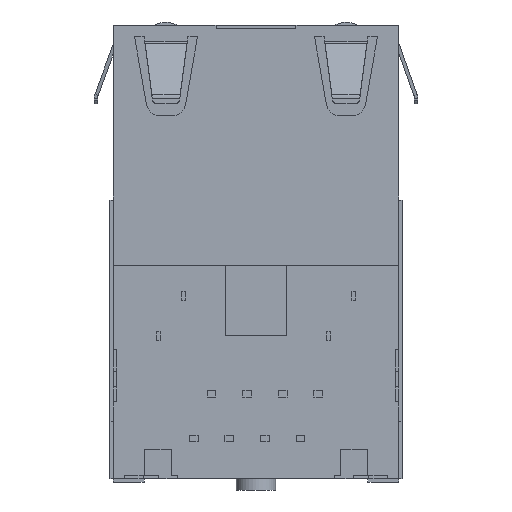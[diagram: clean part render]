
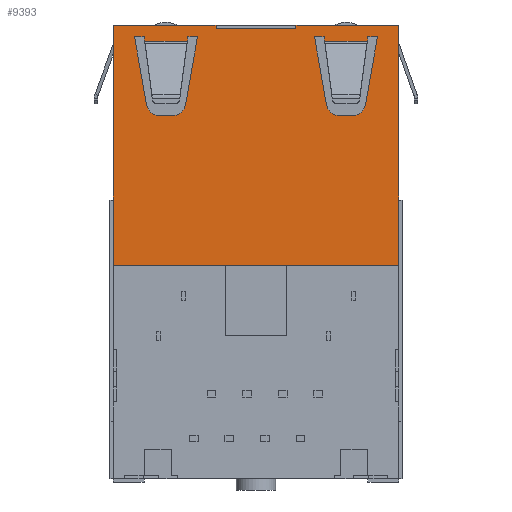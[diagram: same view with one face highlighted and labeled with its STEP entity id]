
A CAD part, front view. The second image highlights one B-rep face of the part: STEP entity #9393.
In plain terms, the highlighted planar face has unit normal (0, -1, 0).
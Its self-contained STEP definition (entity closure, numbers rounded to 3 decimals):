
#108=DIRECTION('',(0.,0.,-1.));
#109=VECTOR('',#108,13.7);
#110=CARTESIAN_POINT('',(-8.145,-5.79,0.));
#111=LINE('',#110,#109);
#342=DIRECTION('',(1.,0.,0.));
#343=VECTOR('',#342,16.29);
#344=CARTESIAN_POINT('',(-8.145,-5.79,-13.7));
#345=LINE('',#344,#343);
#670=DIRECTION('',(0.,0.,-1.));
#671=VECTOR('',#670,13.7);
#672=CARTESIAN_POINT('',(8.145,-5.79,0.));
#673=LINE('',#672,#671);
#1998=DIRECTION('',(1.,0.,0.));
#1999=VECTOR('',#1998,4.57);
#2000=CARTESIAN_POINT('',(-2.285,-5.79,-0.2));
#2001=LINE('',#2000,#1999);
#2002=DIRECTION('',(0.,0.,-1.));
#2003=VECTOR('',#2002,0.2);
#2004=CARTESIAN_POINT('',(2.285,-5.79,0.));
#2005=LINE('',#2004,#2003);
#2006=DIRECTION('',(1.,0.,0.));
#2007=VECTOR('',#2006,5.86);
#2008=CARTESIAN_POINT('',(2.285,-5.79,0.));
#2009=LINE('',#2008,#2007);
#2010=DIRECTION('',(1.,0.,0.));
#2011=VECTOR('',#2010,5.86);
#2012=CARTESIAN_POINT('',(-8.145,-5.79,0.));
#2013=LINE('',#2012,#2011);
#2014=DIRECTION('',(0.,0.,-1.));
#2015=VECTOR('',#2014,0.2);
#2016=CARTESIAN_POINT('',(-2.285,-5.79,0.));
#2017=LINE('',#2016,#2015);
#2018=DIRECTION('',(1.,0.,0.));
#2019=VECTOR('',#2018,0.548);
#2020=CARTESIAN_POINT('',(6.39,-5.79,-0.65));
#2021=LINE('',#2020,#2019);
#2022=DIRECTION('',(-0.124,0.,-0.992));
#2023=VECTOR('',#2022,0.252);
#2024=CARTESIAN_POINT('',(6.39,-5.79,-0.65));
#2025=LINE('',#2024,#2023);
#2026=DIRECTION('',(1.,0.,0.));
#2027=VECTOR('',#2026,0.548);
#2028=CARTESIAN_POINT('',(3.342,-5.79,-0.65));
#2029=LINE('',#2028,#2027);
#2030=DIRECTION('',(-0.173,0.,0.985));
#2031=VECTOR('',#2030,3.939);
#2032=CARTESIAN_POINT('',(4.023,-5.79,-4.53));
#2033=LINE('',#2032,#2031);
#2034=CARTESIAN_POINT('',(4.761,-5.79,-4.4));
#2035=DIRECTION('',(0.,1.,0.));
#2036=DIRECTION('',(0.,0.,-1.));
#2037=AXIS2_PLACEMENT_3D('',#2034,#2035,#2036);
#2039=DIRECTION('',(-1.,0.,0.));
#2040=VECTOR('',#2039,0.758);
#2041=CARTESIAN_POINT('',(5.519,-5.79,-5.15));
#2042=LINE('',#2041,#2040);
#2043=CARTESIAN_POINT('',(5.519,-5.79,-4.4));
#2044=DIRECTION('',(0.,1.,0.));
#2045=DIRECTION('',(0.985,0.,-0.173));
#2046=AXIS2_PLACEMENT_3D('',#2043,#2044,#2045);
#2048=DIRECTION('',(-0.173,0.,-0.985));
#2049=VECTOR('',#2048,3.939);
#2050=CARTESIAN_POINT('',(6.938,-5.79,-0.65));
#2051=LINE('',#2050,#2049);
#2052=DIRECTION('',(1.,0.,0.));
#2053=VECTOR('',#2052,0.548);
#2054=CARTESIAN_POINT('',(-3.89,-5.79,-0.65));
#2055=LINE('',#2054,#2053);
#2056=DIRECTION('',(-0.124,0.,-0.992));
#2057=VECTOR('',#2056,0.252);
#2058=CARTESIAN_POINT('',(-3.89,-5.79,-0.65));
#2059=LINE('',#2058,#2057);
#2060=DIRECTION('',(1.,0.,0.));
#2061=VECTOR('',#2060,0.548);
#2062=CARTESIAN_POINT('',(-6.938,-5.79,-0.65));
#2063=LINE('',#2062,#2061);
#2064=DIRECTION('',(-0.173,0.,0.985));
#2065=VECTOR('',#2064,3.939);
#2066=CARTESIAN_POINT('',(-6.257,-5.79,-4.53));
#2067=LINE('',#2066,#2065);
#2068=CARTESIAN_POINT('',(-5.519,-5.79,-4.4));
#2069=DIRECTION('',(0.,1.,0.));
#2070=DIRECTION('',(0.,0.,-1.));
#2071=AXIS2_PLACEMENT_3D('',#2068,#2069,#2070);
#2073=DIRECTION('',(-1.,0.,0.));
#2074=VECTOR('',#2073,0.758);
#2075=CARTESIAN_POINT('',(-4.761,-5.79,-5.15));
#2076=LINE('',#2075,#2074);
#2077=CARTESIAN_POINT('',(-4.761,-5.79,-4.4));
#2078=DIRECTION('',(0.,1.,0.));
#2079=DIRECTION('',(0.985,0.,-0.173));
#2080=AXIS2_PLACEMENT_3D('',#2077,#2078,#2079);
#2082=DIRECTION('',(-0.173,0.,-0.985));
#2083=VECTOR('',#2082,3.939);
#2084=CARTESIAN_POINT('',(-3.342,-5.79,-0.65));
#2085=LINE('',#2084,#2083);
#2215=DIRECTION('',(0.124,0.,-0.992));
#2216=VECTOR('',#2215,0.252);
#2217=CARTESIAN_POINT('',(3.89,-5.79,-0.65));
#2218=LINE('',#2217,#2216);
#2230=DIRECTION('',(-1.,0.,0.));
#2231=VECTOR('',#2230,2.438);
#2232=CARTESIAN_POINT('',(6.359,-5.79,-0.9));
#2233=LINE('',#2232,#2231);
#2440=DIRECTION('',(0.124,0.,-0.992));
#2441=VECTOR('',#2440,0.252);
#2442=CARTESIAN_POINT('',(-6.39,-5.79,-0.65));
#2443=LINE('',#2442,#2441);
#2476=DIRECTION('',(-1.,0.,0.));
#2477=VECTOR('',#2476,2.438);
#2478=CARTESIAN_POINT('',(-3.921,-5.79,-0.9));
#2479=LINE('',#2478,#2477);
#5821=CARTESIAN_POINT('',(-8.145,-5.79,0.));
#5823=VERTEX_POINT('',#5821);
#5824=CARTESIAN_POINT('',(-8.145,-5.79,-13.7));
#5825=VERTEX_POINT('',#5824);
#5829=CARTESIAN_POINT('',(8.145,-5.79,0.));
#5831=VERTEX_POINT('',#5829);
#5832=CARTESIAN_POINT('',(8.145,-5.79,-13.7));
#5833=VERTEX_POINT('',#5832);
#5836=CARTESIAN_POINT('',(-2.285,-5.79,-0.2));
#5837=CARTESIAN_POINT('',(2.285,-5.79,-0.2));
#5838=VERTEX_POINT('',#5836);
#5839=VERTEX_POINT('',#5837);
#5840=CARTESIAN_POINT('',(2.285,-5.79,0.));
#5841=VERTEX_POINT('',#5840);
#5842=CARTESIAN_POINT('',(-2.285,-5.79,0.));
#5843=VERTEX_POINT('',#5842);
#6432=CARTESIAN_POINT('',(-6.257,-5.79,-4.53));
#6433=CARTESIAN_POINT('',(-6.938,-5.79,-0.65));
#6434=VERTEX_POINT('',#6432);
#6435=VERTEX_POINT('',#6433);
#6436=CARTESIAN_POINT('',(-3.342,-5.79,-0.65));
#6437=CARTESIAN_POINT('',(-4.023,-5.79,-4.53));
#6438=VERTEX_POINT('',#6436);
#6439=VERTEX_POINT('',#6437);
#6440=CARTESIAN_POINT('',(-4.761,-5.79,-5.15));
#6441=VERTEX_POINT('',#6440);
#6442=CARTESIAN_POINT('',(-5.519,-5.79,-5.15));
#6443=VERTEX_POINT('',#6442);
#6480=CARTESIAN_POINT('',(6.257,-5.79,-4.53));
#6481=CARTESIAN_POINT('',(5.519,-5.79,-5.15));
#6482=VERTEX_POINT('',#6480);
#6483=VERTEX_POINT('',#6481);
#6484=CARTESIAN_POINT('',(4.761,-5.79,-5.15));
#6485=VERTEX_POINT('',#6484);
#6486=CARTESIAN_POINT('',(4.023,-5.79,-4.53));
#6487=VERTEX_POINT('',#6486);
#6488=CARTESIAN_POINT('',(3.342,-5.79,-0.65));
#6489=VERTEX_POINT('',#6488);
#6490=CARTESIAN_POINT('',(6.938,-5.79,-0.65));
#6491=VERTEX_POINT('',#6490);
#6572=CARTESIAN_POINT('',(6.359,-5.79,-0.9));
#6573=CARTESIAN_POINT('',(3.921,-5.79,-0.9));
#6574=VERTEX_POINT('',#6572);
#6575=VERTEX_POINT('',#6573);
#6608=CARTESIAN_POINT('',(6.39,-5.79,-0.65));
#6609=VERTEX_POINT('',#6608);
#6610=CARTESIAN_POINT('',(3.89,-5.79,-0.65));
#6611=VERTEX_POINT('',#6610);
#6612=CARTESIAN_POINT('',(-3.921,-5.79,-0.9));
#6613=CARTESIAN_POINT('',(-6.359,-5.79,-0.9));
#6614=VERTEX_POINT('',#6612);
#6615=VERTEX_POINT('',#6613);
#6648=CARTESIAN_POINT('',(-3.89,-5.79,-0.65));
#6649=VERTEX_POINT('',#6648);
#6650=CARTESIAN_POINT('',(-6.39,-5.79,-0.65));
#6651=VERTEX_POINT('',#6650);
#9333=CARTESIAN_POINT('',(-8.145,-5.79,0.));
#9334=DIRECTION('',(0.,-1.,0.));
#9335=DIRECTION('',(0.,0.,-1.));
#9336=AXIS2_PLACEMENT_3D('',#9333,#9334,#9335);
#9337=PLANE('',#9336);
#9338=ORIENTED_EDGE('',*,*,#8645,.T.);
#9339=ORIENTED_EDGE('',*,*,#9327,.F.);
#9340=ORIENTED_EDGE('',*,*,#8452,.T.);
#9341=ORIENTED_EDGE('',*,*,#7614,.T.);
#9342=ORIENTED_EDGE('',*,*,#7358,.F.);
#9343=ORIENTED_EDGE('',*,*,#7141,.F.);
#9344=ORIENTED_EDGE('',*,*,#8447,.T.);
#9346=ORIENTED_EDGE('',*,*,#9345,.T.);
#9347=EDGE_LOOP('',(#9338,#9339,#9340,#9341,#9342,#9343,#9344,#9346));
#9348=FACE_OUTER_BOUND('',#9347,.F.);
#9350=ORIENTED_EDGE('',*,*,#9349,.F.);
#9352=ORIENTED_EDGE('',*,*,#9351,.T.);
#9354=ORIENTED_EDGE('',*,*,#9353,.T.);
#9356=ORIENTED_EDGE('',*,*,#9355,.F.);
#9358=ORIENTED_EDGE('',*,*,#9357,.F.);
#9360=ORIENTED_EDGE('',*,*,#9359,.F.);
#9362=ORIENTED_EDGE('',*,*,#9361,.F.);
#9364=ORIENTED_EDGE('',*,*,#9363,.F.);
#9366=ORIENTED_EDGE('',*,*,#9365,.F.);
#9368=ORIENTED_EDGE('',*,*,#9367,.F.);
#9369=EDGE_LOOP('',(#9350,#9352,#9354,#9356,#9358,#9360,#9362,#9364,#9366,
#9368));
#9370=FACE_BOUND('',#9369,.F.);
#9372=ORIENTED_EDGE('',*,*,#9371,.F.);
#9374=ORIENTED_EDGE('',*,*,#9373,.T.);
#9376=ORIENTED_EDGE('',*,*,#9375,.T.);
#9378=ORIENTED_EDGE('',*,*,#9377,.F.);
#9380=ORIENTED_EDGE('',*,*,#9379,.F.);
#9382=ORIENTED_EDGE('',*,*,#9381,.F.);
#9384=ORIENTED_EDGE('',*,*,#9383,.F.);
#9386=ORIENTED_EDGE('',*,*,#9385,.F.);
#9388=ORIENTED_EDGE('',*,*,#9387,.F.);
#9390=ORIENTED_EDGE('',*,*,#9389,.F.);
#9391=EDGE_LOOP('',(#9372,#9374,#9376,#9378,#9380,#9382,#9384,#9386,#9388,
#9390));
#9392=FACE_BOUND('',#9391,.F.);
#9393=ADVANCED_FACE('',(#9348,#9370,#9392),#9337,.T.);
#2038=CIRCLE('',#2037,0.75);
#2047=CIRCLE('',#2046,0.75);
#2072=CIRCLE('',#2071,0.75);
#2081=CIRCLE('',#2080,0.75);
#7141=EDGE_CURVE('',#5823,#5825,#111,.T.);
#7358=EDGE_CURVE('',#5825,#5833,#345,.T.);
#7614=EDGE_CURVE('',#5831,#5833,#673,.T.);
#8447=EDGE_CURVE('',#5823,#5843,#2013,.T.);
#8452=EDGE_CURVE('',#5841,#5831,#2009,.T.);
#8645=EDGE_CURVE('',#5838,#5839,#2001,.T.);
#9327=EDGE_CURVE('',#5841,#5839,#2005,.T.);
#9345=EDGE_CURVE('',#5843,#5838,#2017,.T.);
#9349=EDGE_CURVE('',#6609,#6491,#2021,.T.);
#9351=EDGE_CURVE('',#6609,#6574,#2025,.T.);
#9353=EDGE_CURVE('',#6574,#6575,#2233,.T.);
#9355=EDGE_CURVE('',#6611,#6575,#2218,.T.);
#9357=EDGE_CURVE('',#6489,#6611,#2029,.T.);
#9359=EDGE_CURVE('',#6487,#6489,#2033,.T.);
#9361=EDGE_CURVE('',#6485,#6487,#2038,.T.);
#9363=EDGE_CURVE('',#6483,#6485,#2042,.T.);
#9365=EDGE_CURVE('',#6482,#6483,#2047,.T.);
#9367=EDGE_CURVE('',#6491,#6482,#2051,.T.);
#9371=EDGE_CURVE('',#6649,#6438,#2055,.T.);
#9373=EDGE_CURVE('',#6649,#6614,#2059,.T.);
#9375=EDGE_CURVE('',#6614,#6615,#2479,.T.);
#9377=EDGE_CURVE('',#6651,#6615,#2443,.T.);
#9379=EDGE_CURVE('',#6435,#6651,#2063,.T.);
#9381=EDGE_CURVE('',#6434,#6435,#2067,.T.);
#9383=EDGE_CURVE('',#6443,#6434,#2072,.T.);
#9385=EDGE_CURVE('',#6441,#6443,#2076,.T.);
#9387=EDGE_CURVE('',#6439,#6441,#2081,.T.);
#9389=EDGE_CURVE('',#6438,#6439,#2085,.T.);
